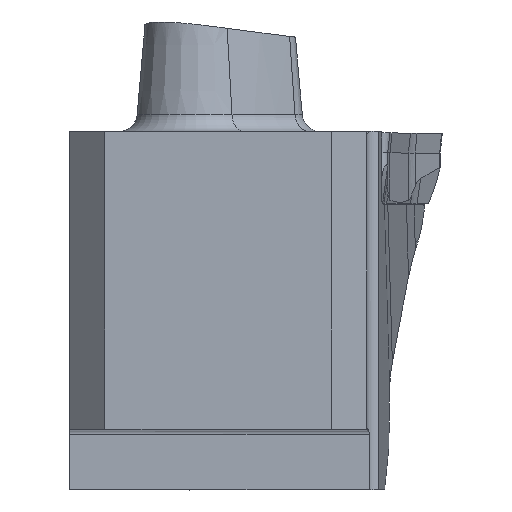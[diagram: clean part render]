
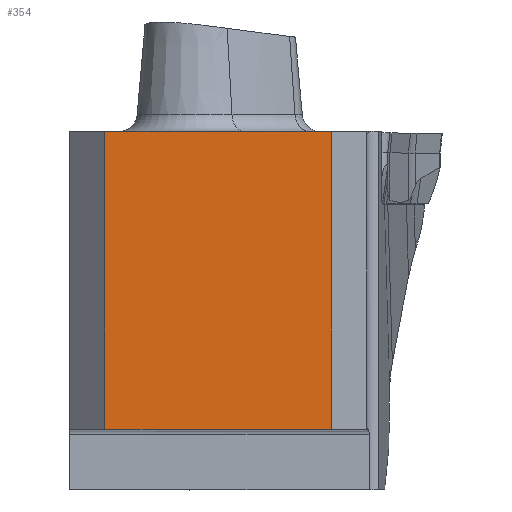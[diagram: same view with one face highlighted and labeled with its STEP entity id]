
A CAD part, top view. The second image highlights one B-rep face of the part: STEP entity #354.
In plain terms, the highlighted planar face has unit normal (0, 0, 1).
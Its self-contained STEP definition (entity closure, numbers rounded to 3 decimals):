
#354=ADVANCED_FACE('CU_BACK_SU1',(#516),#459,.F.);
#459=PLANE('',#2344);
#516=FACE_OUTER_BOUND('',#634,.T.);
#634=EDGE_LOOP('',(#1171,#1172,#1173,#1174));
#783=LINE('',#3242,#943);
#784=LINE('',#3245,#944);
#785=LINE('',#3247,#945);
#786=LINE('',#3249,#946);
#943=VECTOR('',#2621,1.);
#944=VECTOR('',#2622,1.);
#945=VECTOR('',#2623,1.);
#946=VECTOR('',#2624,1.);
#1171=ORIENTED_EDGE('',*,*,#1993,.F.);
#1172=ORIENTED_EDGE('',*,*,#1994,.F.);
#1173=ORIENTED_EDGE('',*,*,#1995,.T.);
#1174=ORIENTED_EDGE('',*,*,#1996,.T.);
#1764=VERTEX_POINT('',#3243);
#1765=VERTEX_POINT('',#3244);
#1766=VERTEX_POINT('',#3246);
#1767=VERTEX_POINT('',#3248);
#1993=EDGE_CURVE('',#1764,#1765,#783,.T.);
#1994=EDGE_CURVE('',#1766,#1764,#784,.T.);
#1995=EDGE_CURVE('',#1766,#1767,#785,.T.);
#1996=EDGE_CURVE('',#1767,#1765,#786,.T.);
#2344=AXIS2_PLACEMENT_3D('',#3250,#2625,#2626);
#2621=DIRECTION('',(0.,-1.,0.));
#2622=DIRECTION('',(1.,0.,0.));
#2623=DIRECTION('',(0.,-1.,0.));
#2624=DIRECTION('',(1.,0.,0.));
#2625=DIRECTION('',(0.,0.,-1.));
#2626=DIRECTION('',(1.,0.,0.));
#3242=CARTESIAN_POINT('',(22.325,0.,0.));
#3243=CARTESIAN_POINT('',(22.325,25.325,0.));
#3244=CARTESIAN_POINT('',(22.325,0.,0.));
#3245=CARTESIAN_POINT('',(110.,25.325,0.));
#3246=CARTESIAN_POINT('',(3.,25.325,0.));
#3247=CARTESIAN_POINT('',(3.,0.,0.));
#3248=CARTESIAN_POINT('',(3.,0.,0.));
#3249=CARTESIAN_POINT('',(110.,0.,0.));
#3250=CARTESIAN_POINT('',(-17.766,40.325,0.));
